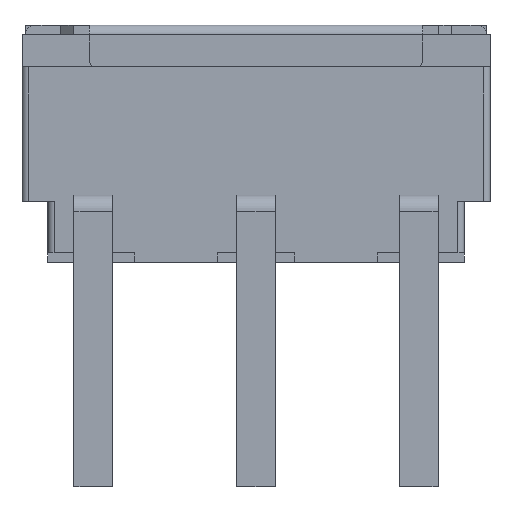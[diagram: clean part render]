
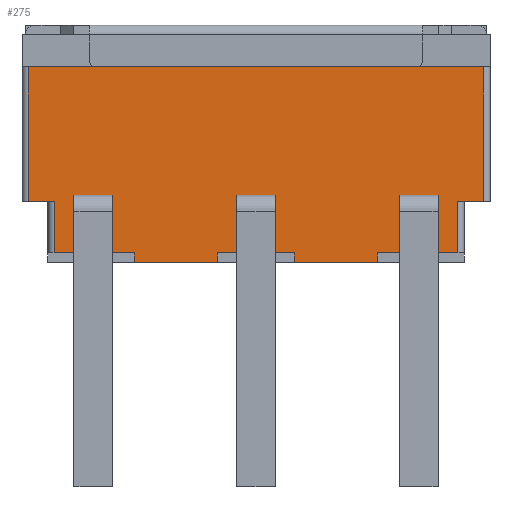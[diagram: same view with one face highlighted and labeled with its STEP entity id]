
A CAD part, left-side view. The second image highlights one B-rep face of the part: STEP entity #275.
In plain terms, the highlighted planar face has unit normal (-1, 0, 0).
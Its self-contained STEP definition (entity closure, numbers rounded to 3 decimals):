
#13=DIRECTION('',(0.,0.,1.));
#27=VECTOR('',#28,1.);
#28=DIRECTION('',(0.,1.,0.));
#36=DIRECTION('',(1.,0.,0.));
#42=VECTOR('',#43,1.);
#43=DIRECTION('',(0.,-1.,0.));
#99=VERTEX_POINT('',#100);
#100=CARTESIAN_POINT('',(0.26,-0.64,0.));
#103=EDGE_CURVE('',#99,#104,#106,.T.);
#104=VERTEX_POINT('',#105);
#105=CARTESIAN_POINT('',(0.26,-1.94,0.));
#106=LINE('',#107,#42);
#107=CARTESIAN_POINT('',(0.26,0.71,0.));
#120=VERTEX_POINT('',#121);
#121=CARTESIAN_POINT('',(0.26,-3.14,0.));
#124=EDGE_CURVE('',#120,#125,#106,.T.);
#125=VERTEX_POINT('',#126);
#126=CARTESIAN_POINT('',(0.26,-4.44,0.));
#148=VECTOR('',#13,1.);
#254=VERTEX_POINT('',#255);
#255=CARTESIAN_POINT('',(0.26,-4.44,0.15));
#257=ORIENTED_EDGE('',*,*,#258,.F.);
#258=EDGE_CURVE('',#125,#254,#259,.T.);
#259=LINE('',#126,#148);
#275=ADVANCED_FACE('',(#276,#348,#372,#394),#416,.F.);
#276=FACE_BOUND('',#277,.F.);
#277=EDGE_LOOP('',(#278,#286,#257,#289,#290,#295,#300,#303,#304,#309,#315,#321,#328,#333,#338,#343));
#278=ORIENTED_EDGE('',*,*,#279,.F.);
#279=EDGE_CURVE('',#280,#282,#284,.T.);
#280=VERTEX_POINT('',#281);
#281=CARTESIAN_POINT('',(0.26,-5.69,0.15));
#282=VERTEX_POINT('',#283);
#283=CARTESIAN_POINT('',(0.26,-5.69,0.95));
#284=LINE('',#285,#148);
#285=CARTESIAN_POINT('',(0.26,-5.69,0.));
#286=ORIENTED_EDGE('',*,*,#287,.F.);
#287=EDGE_CURVE('',#254,#280,#288,.T.);
#288=LINE('',#255,#42);
#289=ORIENTED_EDGE('',*,*,#124,.F.);
#290=ORIENTED_EDGE('',*,*,#291,.T.);
#291=EDGE_CURVE('',#120,#292,#294,.T.);
#292=VERTEX_POINT('',#293);
#293=CARTESIAN_POINT('',(0.26,-3.14,0.15));
#294=LINE('',#121,#148);
#295=ORIENTED_EDGE('',*,*,#296,.F.);
#296=EDGE_CURVE('',#297,#292,#299,.T.);
#297=VERTEX_POINT('',#298);
#298=CARTESIAN_POINT('',(0.26,-1.94,0.15));
#299=LINE('',#298,#42);
#300=ORIENTED_EDGE('',*,*,#301,.F.);
#301=EDGE_CURVE('',#104,#297,#302,.T.);
#302=LINE('',#105,#148);
#303=ORIENTED_EDGE('',*,*,#103,.F.);
#304=ORIENTED_EDGE('',*,*,#305,.T.);
#305=EDGE_CURVE('',#99,#306,#308,.T.);
#306=VERTEX_POINT('',#307);
#307=CARTESIAN_POINT('',(0.26,-0.64,0.15));
#308=LINE('',#100,#148);
#309=ORIENTED_EDGE('',*,*,#310,.F.);
#310=EDGE_CURVE('',#311,#306,#313,.T.);
#311=VERTEX_POINT('',#312);
#312=CARTESIAN_POINT('',(0.26,0.61,0.15));
#313=LINE('',#314,#42);
#314=CARTESIAN_POINT('',(0.26,0.71,0.15));
#315=ORIENTED_EDGE('',*,*,#316,.T.);
#316=EDGE_CURVE('',#311,#317,#319,.T.);
#317=VERTEX_POINT('',#318);
#318=CARTESIAN_POINT('',(0.26,0.61,0.95));
#319=LINE('',#320,#148);
#320=CARTESIAN_POINT('',(0.26,0.61,0.));
#321=ORIENTED_EDGE('',*,*,#322,.T.);
#322=EDGE_CURVE('',#317,#323,#325,.T.);
#323=VERTEX_POINT('',#324);
#324=CARTESIAN_POINT('',(0.26,1.01,0.95));
#325=LINE('',#318,#326);
#326=VECTOR('',#327,1.);
#327=DIRECTION('',(0.,1.,0.));
#328=ORIENTED_EDGE('',*,*,#329,.T.);
#329=EDGE_CURVE('',#323,#330,#332,.T.);
#330=VERTEX_POINT('',#331);
#331=CARTESIAN_POINT('',(0.26,1.01,3.05));
#332=LINE('',#324,#148);
#333=ORIENTED_EDGE('',*,*,#334,.F.);
#334=EDGE_CURVE('',#335,#330,#337,.T.);
#335=VERTEX_POINT('',#336);
#336=CARTESIAN_POINT('',(0.26,-6.09,3.05));
#337=LINE('',#336,#27);
#338=ORIENTED_EDGE('',*,*,#339,.F.);
#339=EDGE_CURVE('',#340,#335,#342,.T.);
#340=VERTEX_POINT('',#341);
#341=CARTESIAN_POINT('',(0.26,-6.09,0.95));
#342=LINE('',#341,#148);
#343=ORIENTED_EDGE('',*,*,#344,.F.);
#344=EDGE_CURVE('',#282,#340,#345,.T.);
#345=LINE('',#283,#346);
#346=VECTOR('',#347,1.);
#347=DIRECTION('',(0.,-1.,0.));
#348=FACE_BOUND('',#349,.F.);
#349=EDGE_LOOP('',(#350,#357,#364,#369));
#350=ORIENTED_EDGE('',*,*,#351,.T.);
#351=EDGE_CURVE('',#352,#354,#356,.T.);
#352=VERTEX_POINT('',#353);
#353=CARTESIAN_POINT('',(0.26,-0.3,0.9));
#354=VERTEX_POINT('',#355);
#355=CARTESIAN_POINT('',(0.26,-0.3,1.05));
#356=LINE('',#353,#148);
#357=ORIENTED_EDGE('',*,*,#358,.T.);
#358=EDGE_CURVE('',#354,#359,#361,.T.);
#359=VERTEX_POINT('',#360);
#360=CARTESIAN_POINT('',(0.26,0.3,1.05));
#361=LINE('',#355,#362);
#362=VECTOR('',#363,1.);
#363=DIRECTION('',(0.,1.,0.));
#364=ORIENTED_EDGE('',*,*,#365,.F.);
#365=EDGE_CURVE('',#366,#359,#368,.T.);
#366=VERTEX_POINT('',#367);
#367=CARTESIAN_POINT('',(0.26,0.3,0.9));
#368=LINE('',#367,#148);
#369=ORIENTED_EDGE('',*,*,#370,.F.);
#370=EDGE_CURVE('',#352,#366,#371,.T.);
#371=LINE('',#353,#362);
#372=FACE_BOUND('',#373,.F.);
#373=EDGE_LOOP('',(#374,#381,#386,#391));
#374=ORIENTED_EDGE('',*,*,#375,.T.);
#375=EDGE_CURVE('',#376,#378,#380,.T.);
#376=VERTEX_POINT('',#377);
#377=CARTESIAN_POINT('',(0.26,-2.84,0.9));
#378=VERTEX_POINT('',#379);
#379=CARTESIAN_POINT('',(0.26,-2.84,1.05));
#380=LINE('',#377,#148);
#381=ORIENTED_EDGE('',*,*,#382,.T.);
#382=EDGE_CURVE('',#378,#383,#385,.T.);
#383=VERTEX_POINT('',#384);
#384=CARTESIAN_POINT('',(0.26,-2.24,1.05));
#385=LINE('',#379,#362);
#386=ORIENTED_EDGE('',*,*,#387,.F.);
#387=EDGE_CURVE('',#388,#383,#390,.T.);
#388=VERTEX_POINT('',#389);
#389=CARTESIAN_POINT('',(0.26,-2.24,0.9));
#390=LINE('',#389,#148);
#391=ORIENTED_EDGE('',*,*,#392,.F.);
#392=EDGE_CURVE('',#376,#388,#393,.T.);
#393=LINE('',#377,#362);
#394=FACE_BOUND('',#395,.F.);
#395=EDGE_LOOP('',(#396,#403,#408,#413));
#396=ORIENTED_EDGE('',*,*,#397,.T.);
#397=EDGE_CURVE('',#398,#400,#402,.T.);
#398=VERTEX_POINT('',#399);
#399=CARTESIAN_POINT('',(0.26,-5.38,0.9));
#400=VERTEX_POINT('',#401);
#401=CARTESIAN_POINT('',(0.26,-5.38,1.05));
#402=LINE('',#399,#148);
#403=ORIENTED_EDGE('',*,*,#404,.T.);
#404=EDGE_CURVE('',#400,#405,#407,.T.);
#405=VERTEX_POINT('',#406);
#406=CARTESIAN_POINT('',(0.26,-4.78,1.05));
#407=LINE('',#401,#362);
#408=ORIENTED_EDGE('',*,*,#409,.F.);
#409=EDGE_CURVE('',#410,#405,#412,.T.);
#410=VERTEX_POINT('',#411);
#411=CARTESIAN_POINT('',(0.26,-4.78,0.9));
#412=LINE('',#411,#148);
#413=ORIENTED_EDGE('',*,*,#414,.F.);
#414=EDGE_CURVE('',#398,#410,#415,.T.);
#415=LINE('',#399,#362);
#416=PLANE('',#417);
#417=AXIS2_PLACEMENT_3D('',#107,#36,#43);
